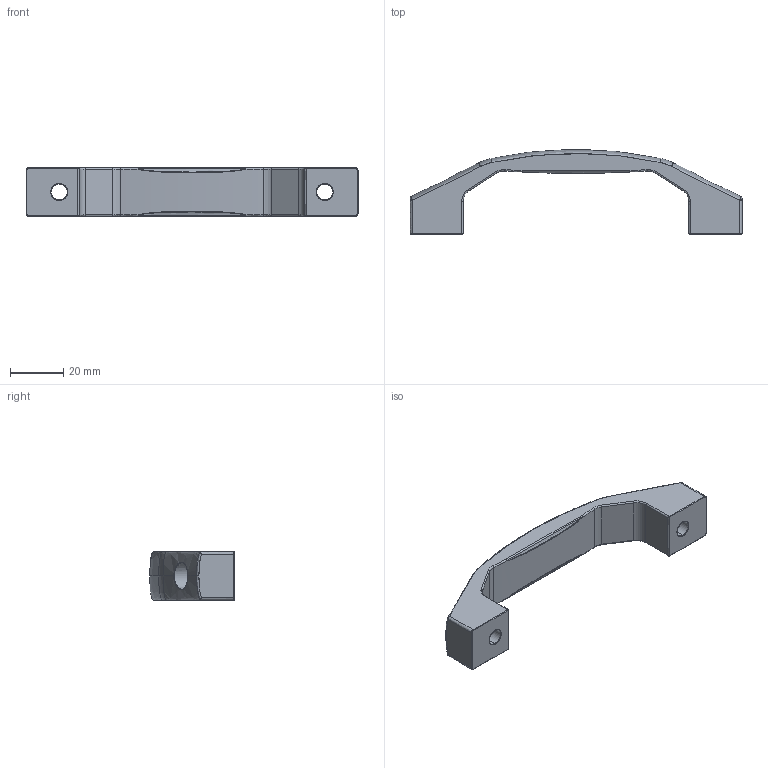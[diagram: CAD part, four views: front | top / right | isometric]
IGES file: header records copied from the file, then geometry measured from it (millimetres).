
Start section: SolidWorks IGES file using analytic representation for surfaces
Global section: file name: HDS-781-100.IGS; native system: SolidWorks 2016; preprocessor: SolidWorks 2016; author: death; date: 230925.141701; units: millimetre
Bounding box: 125 x 31.97 x 18.2 mm (x, y, z)
Surface area: 9071.3 mm2 (no closed solid volume)
Topology: 0 solids, 0 shells, 113 faces, 1024 edges, 1012 vertices
Faces by surface type: bspline 72, revolution 41
